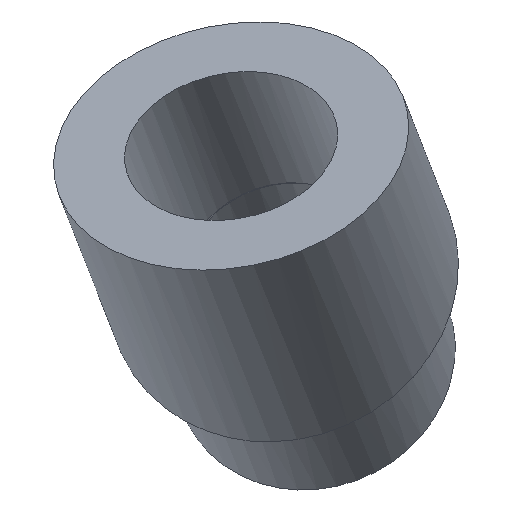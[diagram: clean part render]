
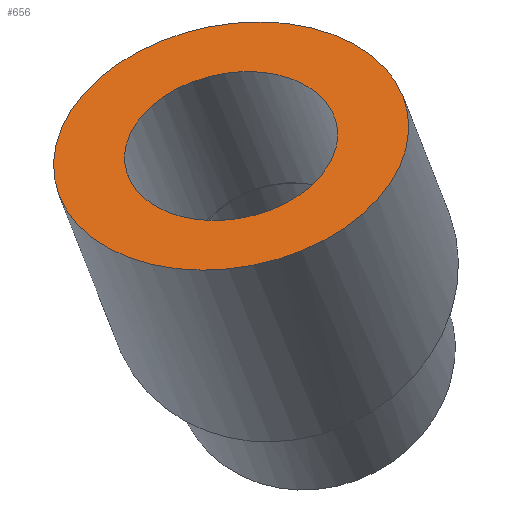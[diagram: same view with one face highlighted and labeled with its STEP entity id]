
A CAD part, left-side view. The second image highlights one B-rep face of the part: STEP entity #656.
In plain terms, the highlighted planar face has unit normal (-0.603, 0.106, 0.791).
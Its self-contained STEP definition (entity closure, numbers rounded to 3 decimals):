
#656 = ADVANCED_FACE('',(#657,#677),#697,.F.);
#657 = FACE_BOUND('',#658,.T.);
#658 = EDGE_LOOP('',(#659,#670));
#659 = ORIENTED_EDGE('',*,*,#660,.T.);
#660 = EDGE_CURVE('',#661,#663,#665,.T.);
#661 = VERTEX_POINT('',#662);
#662 = CARTESIAN_POINT('',(7219.836,-1577.68,
    -3159.417));
#663 = VERTEX_POINT('',#664);
#664 = CARTESIAN_POINT('',(6998.503,-1538.653,
    -3333.513));
#665 = ELLIPSE('',#666,142.145,125.);
#666 = AXIS2_PLACEMENT_3D('',#667,#668,#669);
#667 = CARTESIAN_POINT('',(7109.169,-1558.166,
    -3246.465));
#668 = DIRECTION('',(-0.603,0.106,0.791));
#669 = DIRECTION('',(0.779,-0.137,0.612));
#670 = ORIENTED_EDGE('',*,*,#671,.T.);
#671 = EDGE_CURVE('',#663,#661,#672,.T.);
#672 = ELLIPSE('',#673,142.145,125.);
#673 = AXIS2_PLACEMENT_3D('',#674,#675,#676);
#674 = CARTESIAN_POINT('',(7109.169,-1558.166,
    -3246.465));
#675 = DIRECTION('',(-0.603,0.106,0.791));
#676 = DIRECTION('',(0.779,-0.137,0.612));
#677 = FACE_BOUND('',#678,.T.);
#678 = EDGE_LOOP('',(#679,#690));
#679 = ORIENTED_EDGE('',*,*,#680,.T.);
#680 = EDGE_CURVE('',#681,#683,#685,.T.);
#681 = VERTEX_POINT('',#682);
#682 = CARTESIAN_POINT('',(7096.146,-1632.027,
    -3246.465));
#683 = VERTEX_POINT('',#684);
#684 = CARTESIAN_POINT('',(7122.193,-1484.306,
    -3246.465));
#685 = ELLIPSE('',#686,85.287,75.);
#686 = AXIS2_PLACEMENT_3D('',#687,#688,#689);
#687 = CARTESIAN_POINT('',(7109.169,-1558.166,
    -3246.465));
#688 = DIRECTION('',(0.603,-0.106,-0.791));
#689 = DIRECTION('',(0.779,-0.137,0.612));
#690 = ORIENTED_EDGE('',*,*,#691,.T.);
#691 = EDGE_CURVE('',#683,#681,#692,.T.);
#692 = ELLIPSE('',#693,85.287,75.);
#693 = AXIS2_PLACEMENT_3D('',#694,#695,#696);
#694 = CARTESIAN_POINT('',(7109.169,-1558.166,
    -3246.465));
#695 = DIRECTION('',(0.603,-0.106,-0.791));
#696 = DIRECTION('',(0.779,-0.137,0.612));
#697 = PLANE('',#698);
#698 = AXIS2_PLACEMENT_3D('',#699,#700,#701);
#699 = CARTESIAN_POINT('',(7191.552,-1268.065,
    -3222.641));
#700 = DIRECTION('',(0.603,-0.106,-0.791));
#701 = DIRECTION('',(0.7,-0.404,0.589));
